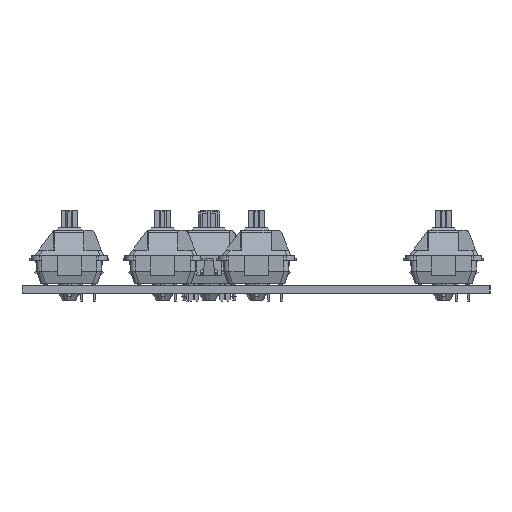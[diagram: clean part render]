
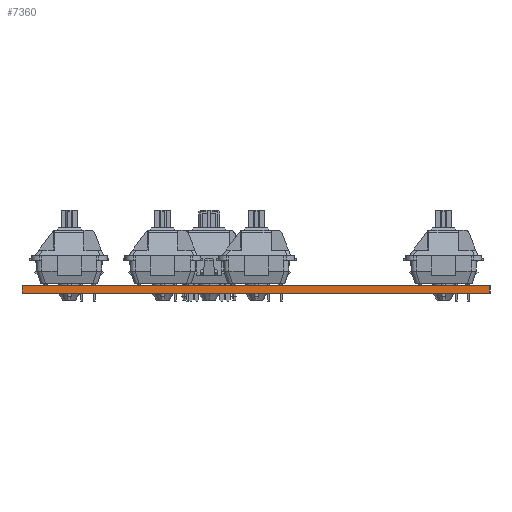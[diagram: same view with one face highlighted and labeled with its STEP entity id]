
A CAD part, left-side view. The second image highlights one B-rep face of the part: STEP entity #7360.
In plain terms, the highlighted planar face has unit normal (-1, 0, 0).
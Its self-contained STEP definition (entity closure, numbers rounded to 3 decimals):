
#7304 = VERTEX_POINT('',#7305);
#7305 = CARTESIAN_POINT('',(15.875,-146.05,1.51));
#7311 = EDGE_CURVE('',#7312,#7304,#7314,.T.);
#7312 = VERTEX_POINT('',#7313);
#7313 = CARTESIAN_POINT('',(15.875,-146.05,0.));
#7314 = LINE('',#7315,#7316);
#7315 = CARTESIAN_POINT('',(15.875,-146.05,0.));
#7316 = VECTOR('',#7317,1.);
#7317 = DIRECTION('',(0.,0.,1.));
#7360 = ADVANCED_FACE('',(#7361),#7386,.T.);
#7361 = FACE_BOUND('',#7362,.T.);
#7362 = EDGE_LOOP('',(#7363,#7364,#7372,#7380));
#7363 = ORIENTED_EDGE('',*,*,#7311,.T.);
#7364 = ORIENTED_EDGE('',*,*,#7365,.T.);
#7365 = EDGE_CURVE('',#7304,#7366,#7368,.T.);
#7366 = VERTEX_POINT('',#7367);
#7367 = CARTESIAN_POINT('',(15.875,-50.8,1.51));
#7368 = LINE('',#7369,#7370);
#7369 = CARTESIAN_POINT('',(15.875,-146.05,1.51));
#7370 = VECTOR('',#7371,1.);
#7371 = DIRECTION('',(0.,1.,0.));
#7372 = ORIENTED_EDGE('',*,*,#7373,.F.);
#7373 = EDGE_CURVE('',#7374,#7366,#7376,.T.);
#7374 = VERTEX_POINT('',#7375);
#7375 = CARTESIAN_POINT('',(15.875,-50.8,0.));
#7376 = LINE('',#7377,#7378);
#7377 = CARTESIAN_POINT('',(15.875,-50.8,0.));
#7378 = VECTOR('',#7379,1.);
#7379 = DIRECTION('',(0.,0.,1.));
#7380 = ORIENTED_EDGE('',*,*,#7381,.F.);
#7381 = EDGE_CURVE('',#7312,#7374,#7382,.T.);
#7382 = LINE('',#7383,#7384);
#7383 = CARTESIAN_POINT('',(15.875,-146.05,0.));
#7384 = VECTOR('',#7385,1.);
#7385 = DIRECTION('',(0.,1.,0.));
#7386 = PLANE('',#7387);
#7387 = AXIS2_PLACEMENT_3D('',#7388,#7389,#7390);
#7388 = CARTESIAN_POINT('',(15.875,-146.05,0.));
#7389 = DIRECTION('',(-1.,0.,0.));
#7390 = DIRECTION('',(0.,1.,0.));
